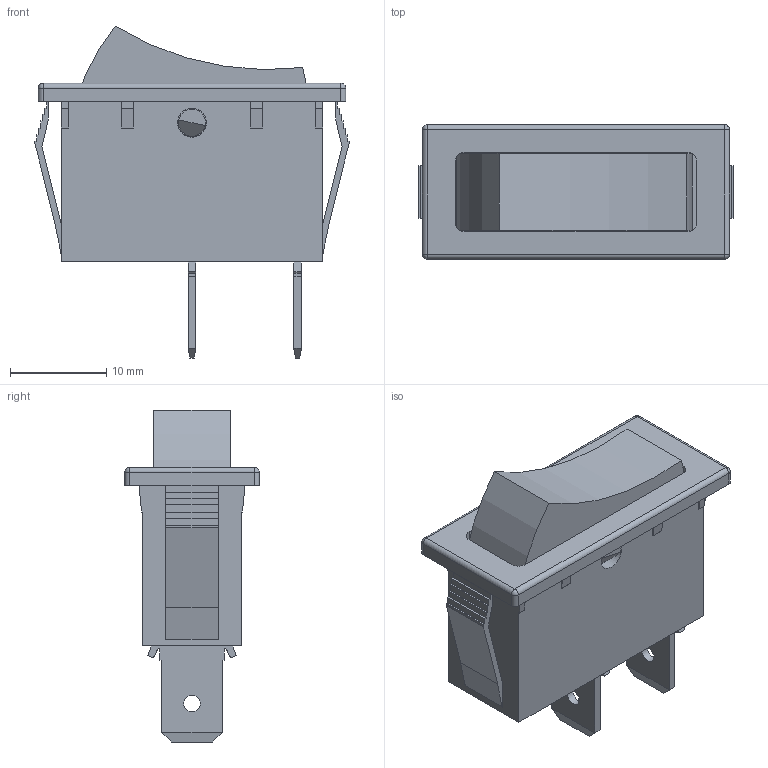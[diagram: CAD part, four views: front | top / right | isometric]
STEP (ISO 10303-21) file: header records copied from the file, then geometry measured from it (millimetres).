
FILE_DESCRIPTION((' '),'2;1');
FILE_NAME('RB141Cxx00.stp','2017-08-02T12:59:28',(' '),(' '),' ','ACIS',' ');
FILE_SCHEMA(('CONFIG_CONTROL_DESIGN'));
Length unit declared in the file: inch
Products named in the file (1): RB141Cxx00.stp
Bounding box: 32.7 x 14 x 34.57 mm (x, y, z)
Volume: 3516.5 mm3; surface area: 5477.8 mm2
Topology: 1 solids, 1 shells, 1234 faces, 3371 edges, 2240 vertices
Faces by surface type: plane 808, bspline 393, cylinder 29, sphere 4
Full cylindrical faces by diameter (mm): 1.7 x2, 2.8 x2, 3 x2
Entity records: 41694 total; most frequent: CARTESIAN_POINT 12968, ORIENTED_EDGE 6724, DIRECTION 4324, EDGE_CURVE 3362, VECTOR 2508, LINE 2508, VERTEX_POINT 2238, EDGE_LOOP 1360
